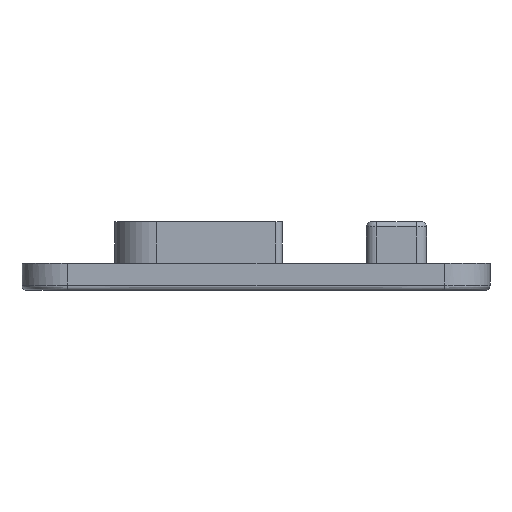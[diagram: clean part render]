
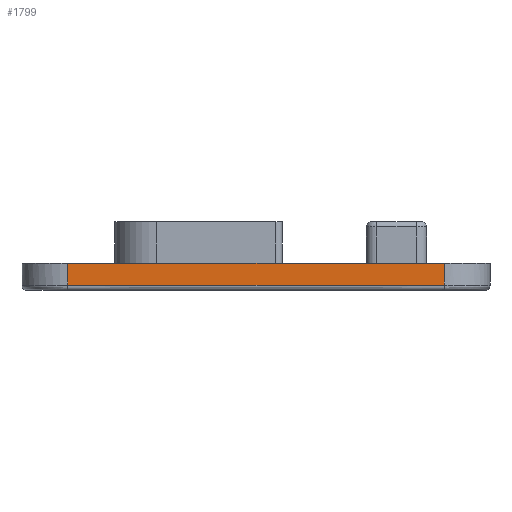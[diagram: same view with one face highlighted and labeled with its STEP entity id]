
A CAD part, front view. The second image highlights one B-rep face of the part: STEP entity #1799.
In plain terms, the highlighted planar face has unit normal (0, -1, 0).
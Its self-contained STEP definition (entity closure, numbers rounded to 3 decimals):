
#126=B_SPLINE_CURVE_WITH_KNOTS('',3,(#3752,#3753,#3754,#3755),
 .UNSPECIFIED.,.F.,.F.,(4,4),(23.947,27.571),
 .UNSPECIFIED.);
#154=PLANE('',#1950);
#263=FACE_OUTER_BOUND('',#371,.T.);
#371=EDGE_LOOP('',(#1554,#1555,#1556,#1557));
#484=LINE('',#3859,#599);
#485=LINE('',#3863,#600);
#486=LINE('',#3864,#601);
#599=VECTOR('',#2316,10.);
#600=VECTOR('',#2321,10.);
#601=VECTOR('',#2322,10.);
#823=VERTEX_POINT('',#3704);
#825=VERTEX_POINT('',#3741);
#844=VERTEX_POINT('',#3858);
#845=VERTEX_POINT('',#3862);
#1065=EDGE_CURVE('',#823,#825,#126,.T.);
#1101=EDGE_CURVE('',#844,#825,#484,.T.);
#1103=EDGE_CURVE('',#845,#823,#485,.T.);
#1104=EDGE_CURVE('',#845,#844,#486,.T.);
#1554=ORIENTED_EDGE('',*,*,#1065,.F.);
#1555=ORIENTED_EDGE('',*,*,#1103,.F.);
#1556=ORIENTED_EDGE('',*,*,#1104,.T.);
#1557=ORIENTED_EDGE('',*,*,#1101,.T.);
#1799=ADVANCED_FACE('',(#263),#154,.T.);
#1950=AXIS2_PLACEMENT_3D('',#3861,#2319,#2320);
#2316=DIRECTION('',(0.,0.,-1.));
#2319=DIRECTION('center_axis',(0.,-1.,0.));
#2320=DIRECTION('ref_axis',(-1.,0.,0.));
#2321=DIRECTION('',(0.,0.,-1.));
#2322=DIRECTION('',(-1.,0.,0.));
#3704=CARTESIAN_POINT('',(-4.417,0.,-10.1));
#3741=CARTESIAN_POINT('',(-40.657,0.,-10.1));
#3752=CARTESIAN_POINT('Ctrl Pts',(-4.417,0.,-10.1));
#3753=CARTESIAN_POINT('Ctrl Pts',(-16.517,0.,-10.1));
#3754=CARTESIAN_POINT('Ctrl Pts',(-28.557,0.,-10.1));
#3755=CARTESIAN_POINT('Ctrl Pts',(-40.657,0.,-10.1));
#3858=CARTESIAN_POINT('',(-40.657,0.,-8.));
#3859=CARTESIAN_POINT('',(-40.657,0.,-8.));
#3861=CARTESIAN_POINT('Origin',(-4.417,0.,-8.));
#3862=CARTESIAN_POINT('',(-4.417,0.,-8.));
#3863=CARTESIAN_POINT('',(-4.417,0.,-8.));
#3864=CARTESIAN_POINT('',(-4.417,0.,-8.));
